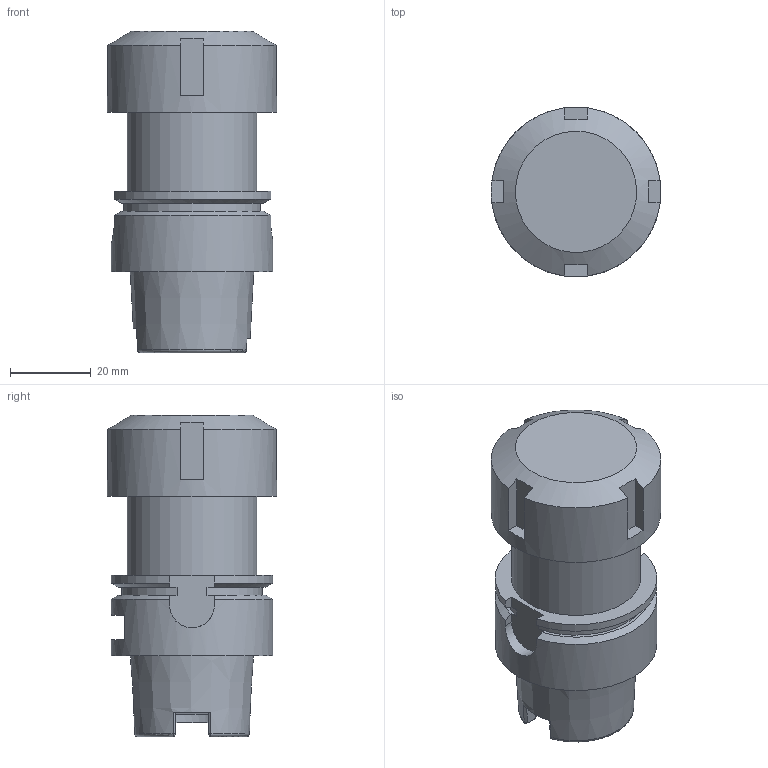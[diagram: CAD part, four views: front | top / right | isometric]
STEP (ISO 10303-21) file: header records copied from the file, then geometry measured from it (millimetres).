
FILE_DESCRIPTION(/* description */ (''),/* implementation_level */ '2;1');
FILE_NAME(/* name */ 'W2300060_A__specification_W2300060_Aussen_.stp',/* time_stamp */ '2014-04-01T09:18:17+02:00',/* author */ (''),/* organization */ (''),/* preprocessor_version */ 'ST-DEVELOPER v11',/* originating_system */ 'SIEMENS PLM Software NX 7.5',/* authorisation */ '');
FILE_SCHEMA (('AUTOMOTIVE_DESIGN { 1 0 10303 214 1 1 1 1 }'));
Length unit declared in the file: millimetre
Products named in the file (1): Webe0044c9qz
Bounding box: 42 x 42 x 79.55 mm (x, y, z)
Volume: 76053 mm3; surface area: 13261.5 mm2
Topology: 1 solids, 1 shells, 95 faces, 253 edges, 164 vertices
Faces by surface type: plane 58, cylinder 13, bspline 12, cone 8, torus 4
Full cylindrical faces by diameter (mm): 21 x1, 32 x1, 40 x1, 42 x1
Entity records: 3084 total; most frequent: CARTESIAN_POINT 896, ORIENTED_EDGE 480, DIRECTION 390, EDGE_CURVE 240, VERTEX_POINT 157, AXIS2_PLACEMENT_3D 137, LINE 116, VECTOR 116
